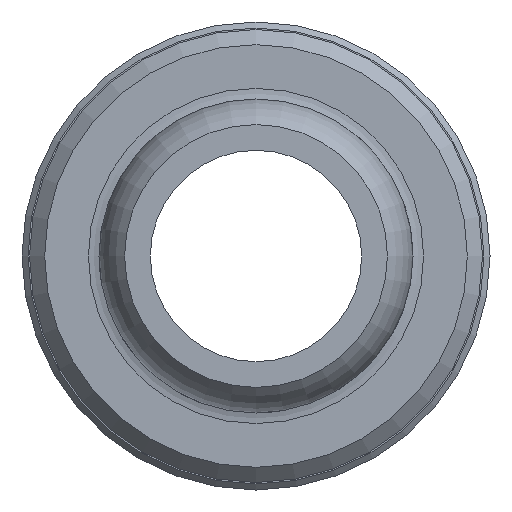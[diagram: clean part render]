
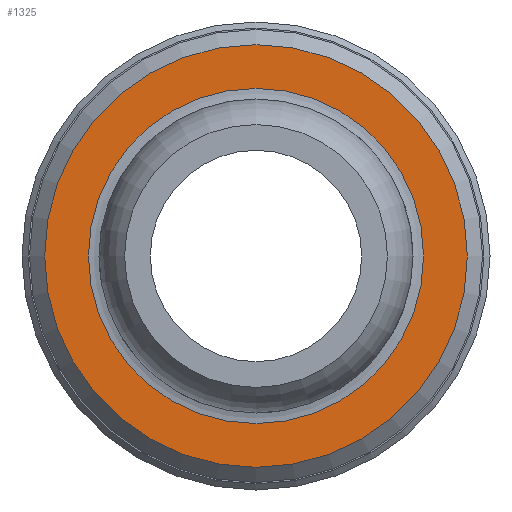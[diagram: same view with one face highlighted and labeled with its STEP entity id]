
A CAD part, left-side view. The second image highlights one B-rep face of the part: STEP entity #1325.
In plain terms, the highlighted planar face has unit normal (-1, 0, 0).
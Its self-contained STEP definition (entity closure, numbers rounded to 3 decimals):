
#1283=CARTESIAN_POINT('',(25.0,7.,0.));
#1284=VERTEX_POINT('',#1283);
#1285=CARTESIAN_POINT('',(25.0,0.0,0.0));
#1286=DIRECTION('',(1.0,0.0,0.0));
#1287=DIRECTION('',(0.0,-1.0,0.0));
#1288=AXIS2_PLACEMENT_3D('',#1285,#1286,#1287);
#1289=CIRCLE('',#1288,7.);
#1290=EDGE_CURVE('',#1284,#1284,#1289,.T.);
#1306=CARTESIAN_POINT('',(25.0,6.025,0.0));
#1307=DIRECTION('',(-1.0,0.0,0.0));
#1308=DIRECTION('',(0.0,0.0,1.0));
#1309=AXIS2_PLACEMENT_3D('',#1306,#1307,#1308);
#1310=PLANE('',#1309);
#1311=ORIENTED_EDGE('',*,*,#1290,.F.);
#1312=EDGE_LOOP('',(#1311));
#1313=FACE_OUTER_BOUND('',#1312,.T.);
#1314=CARTESIAN_POINT('',(25.0,5.55,0.));
#1315=VERTEX_POINT('',#1314);
#1316=CARTESIAN_POINT('',(25.0,0.0,0.0));
#1317=DIRECTION('',(-1.0,0.0,0.0));
#1318=DIRECTION('',(0.0,-1.0,0.0));
#1319=AXIS2_PLACEMENT_3D('',#1316,#1317,#1318);
#1320=CIRCLE('',#1319,5.55);
#1321=EDGE_CURVE('',#1315,#1315,#1320,.T.);
#1322=ORIENTED_EDGE('',*,*,#1321,.F.);
#1323=EDGE_LOOP('',(#1322));
#1324=FACE_BOUND('',#1323,.T.);
#1325=ADVANCED_FACE('',(#1313,#1324),#1310,.T.);
